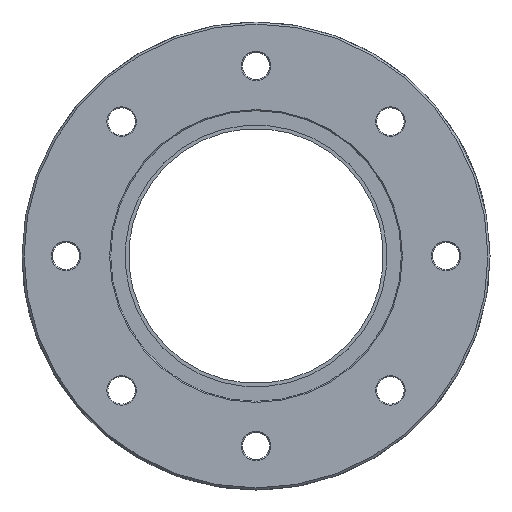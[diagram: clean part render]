
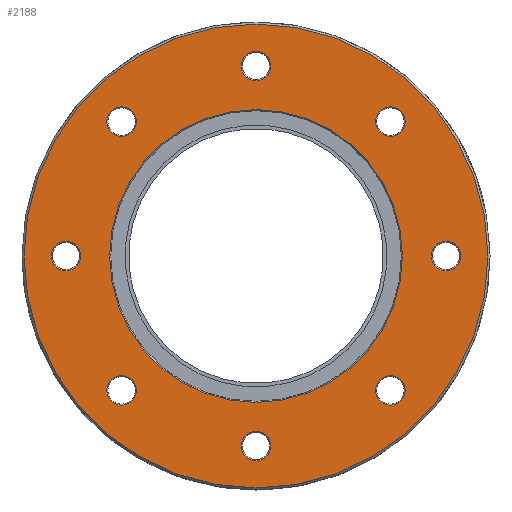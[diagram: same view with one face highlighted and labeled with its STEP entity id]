
A CAD part, front view. The second image highlights one B-rep face of the part: STEP entity #2188.
In plain terms, the highlighted planar face has unit normal (0, -1, 0).
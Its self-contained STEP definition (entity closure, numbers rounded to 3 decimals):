
#425=PLANE('',#2381);
#463=FACE_BOUND('',#670,.T.);
#464=FACE_BOUND('',#671,.T.);
#465=FACE_BOUND('',#672,.T.);
#466=FACE_BOUND('',#673,.T.);
#467=FACE_BOUND('',#674,.T.);
#468=FACE_BOUND('',#675,.T.);
#469=FACE_BOUND('',#676,.T.);
#470=FACE_BOUND('',#677,.T.);
#471=FACE_BOUND('',#678,.T.);
#529=FACE_OUTER_BOUND('',#669,.T.);
#669=EDGE_LOOP('',(#1532));
#670=EDGE_LOOP('',(#1533));
#671=EDGE_LOOP('',(#1534));
#672=EDGE_LOOP('',(#1535));
#673=EDGE_LOOP('',(#1536));
#674=EDGE_LOOP('',(#1537));
#675=EDGE_LOOP('',(#1538));
#676=EDGE_LOOP('',(#1539));
#677=EDGE_LOOP('',(#1540));
#678=EDGE_LOOP('',(#1541));
#873=CIRCLE('',#2380,35.5);
#874=CIRCLE('',#2382,56.25);
#875=CIRCLE('',#2383,3.574);
#876=CIRCLE('',#2384,3.574);
#877=CIRCLE('',#2385,3.574);
#878=CIRCLE('',#2386,3.574);
#879=CIRCLE('',#2387,3.574);
#880=CIRCLE('',#2388,3.574);
#881=CIRCLE('',#2389,3.574);
#882=CIRCLE('',#2390,3.574);
#986=VERTEX_POINT('',#3108);
#987=VERTEX_POINT('',#3111);
#988=VERTEX_POINT('',#3113);
#989=VERTEX_POINT('',#3115);
#990=VERTEX_POINT('',#3117);
#991=VERTEX_POINT('',#3119);
#992=VERTEX_POINT('',#3121);
#993=VERTEX_POINT('',#3123);
#994=VERTEX_POINT('',#3125);
#995=VERTEX_POINT('',#3127);
#1214=EDGE_CURVE('',#986,#986,#873,.T.);
#1215=EDGE_CURVE('',#987,#987,#874,.T.);
#1216=EDGE_CURVE('',#988,#988,#875,.T.);
#1217=EDGE_CURVE('',#989,#989,#876,.T.);
#1218=EDGE_CURVE('',#990,#990,#877,.T.);
#1219=EDGE_CURVE('',#991,#991,#878,.T.);
#1220=EDGE_CURVE('',#992,#992,#879,.T.);
#1221=EDGE_CURVE('',#993,#993,#880,.T.);
#1222=EDGE_CURVE('',#994,#994,#881,.T.);
#1223=EDGE_CURVE('',#995,#995,#882,.T.);
#1532=ORIENTED_EDGE('',*,*,#1215,.F.);
#1533=ORIENTED_EDGE('',*,*,#1216,.F.);
#1534=ORIENTED_EDGE('',*,*,#1217,.F.);
#1535=ORIENTED_EDGE('',*,*,#1218,.F.);
#1536=ORIENTED_EDGE('',*,*,#1219,.F.);
#1537=ORIENTED_EDGE('',*,*,#1220,.F.);
#1538=ORIENTED_EDGE('',*,*,#1221,.F.);
#1539=ORIENTED_EDGE('',*,*,#1222,.F.);
#1540=ORIENTED_EDGE('',*,*,#1223,.F.);
#1541=ORIENTED_EDGE('',*,*,#1214,.F.);
#2188=ADVANCED_FACE('',(#529,#463,#464,#465,#466,#467,#468,#469,#470,#471),
#425,.T.);
#2380=AXIS2_PLACEMENT_3D('',#3109,#2588,#2589);
#2381=AXIS2_PLACEMENT_3D('',#3110,#2590,#2591);
#2382=AXIS2_PLACEMENT_3D('',#3112,#2592,#2593);
#2383=AXIS2_PLACEMENT_3D('',#3114,#2594,#2595);
#2384=AXIS2_PLACEMENT_3D('',#3116,#2596,#2597);
#2385=AXIS2_PLACEMENT_3D('',#3118,#2598,#2599);
#2386=AXIS2_PLACEMENT_3D('',#3120,#2600,#2601);
#2387=AXIS2_PLACEMENT_3D('',#3122,#2602,#2603);
#2388=AXIS2_PLACEMENT_3D('',#3124,#2604,#2605);
#2389=AXIS2_PLACEMENT_3D('',#3126,#2606,#2607);
#2390=AXIS2_PLACEMENT_3D('',#3128,#2608,#2609);
#2588=DIRECTION('center_axis',(0.,-1.,0.));
#2589=DIRECTION('ref_axis',(1.,0.,0.));
#2590=DIRECTION('center_axis',(0.,-1.,0.));
#2591=DIRECTION('ref_axis',(0.,0.,-1.));
#2592=DIRECTION('center_axis',(0.,1.,0.));
#2593=DIRECTION('ref_axis',(1.,0.,0.));
#2594=DIRECTION('center_axis',(0.,-1.,0.));
#2595=DIRECTION('ref_axis',(0.,0.,1.));
#2596=DIRECTION('center_axis',(0.,-1.,0.));
#2597=DIRECTION('ref_axis',(-1.,0.,0.));
#2598=DIRECTION('center_axis',(0.,-1.,0.));
#2599=DIRECTION('ref_axis',(0.,0.,-1.));
#2600=DIRECTION('center_axis',(0.,-1.,0.));
#2601=DIRECTION('ref_axis',(1.,0.,0.));
#2602=DIRECTION('center_axis',(0.,-1.,0.));
#2603=DIRECTION('ref_axis',(0.707,0.,-0.707));
#2604=DIRECTION('center_axis',(0.,-1.,0.));
#2605=DIRECTION('ref_axis',(-0.707,0.,-0.707));
#2606=DIRECTION('center_axis',(0.,-1.,0.));
#2607=DIRECTION('ref_axis',(-0.707,0.,0.707));
#2608=DIRECTION('center_axis',(0.,-1.,0.));
#2609=DIRECTION('ref_axis',(0.707,0.,0.707));
#3108=CARTESIAN_POINT('',(-35.5,0.,0.));
#3109=CARTESIAN_POINT('Origin',(0.,0.,0.));
#3110=CARTESIAN_POINT('Origin',(-56.75,0.,0.));
#3111=CARTESIAN_POINT('',(-56.25,0.,0.));
#3112=CARTESIAN_POINT('Origin',(0.,0.,0.));
#3113=CARTESIAN_POINT('',(46.1,0.,-3.574));
#3114=CARTESIAN_POINT('Origin',(46.1,0.,0.));
#3115=CARTESIAN_POINT('',(3.574,0.,46.1));
#3116=CARTESIAN_POINT('Origin',(0.,0.,46.1));
#3117=CARTESIAN_POINT('',(-46.1,0.,3.574));
#3118=CARTESIAN_POINT('Origin',(-46.1,0.,0.));
#3119=CARTESIAN_POINT('',(-3.574,0.,-46.1));
#3120=CARTESIAN_POINT('Origin',(0.,0.,-46.1));
#3121=CARTESIAN_POINT('',(-35.124,0.,-30.071));
#3122=CARTESIAN_POINT('Origin',(-32.598,0.,-32.598));
#3123=CARTESIAN_POINT('',(-30.071,0.,35.124));
#3124=CARTESIAN_POINT('Origin',(-32.598,0.,32.598));
#3125=CARTESIAN_POINT('',(35.124,0.,30.071));
#3126=CARTESIAN_POINT('Origin',(32.598,0.,32.598));
#3127=CARTESIAN_POINT('',(30.071,0.,-35.124));
#3128=CARTESIAN_POINT('Origin',(32.598,0.,-32.598));
